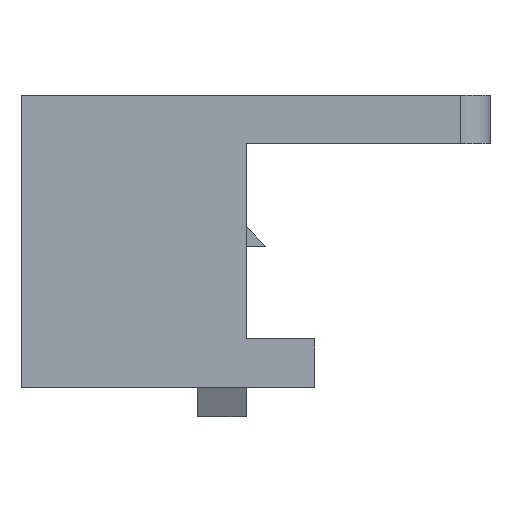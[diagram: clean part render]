
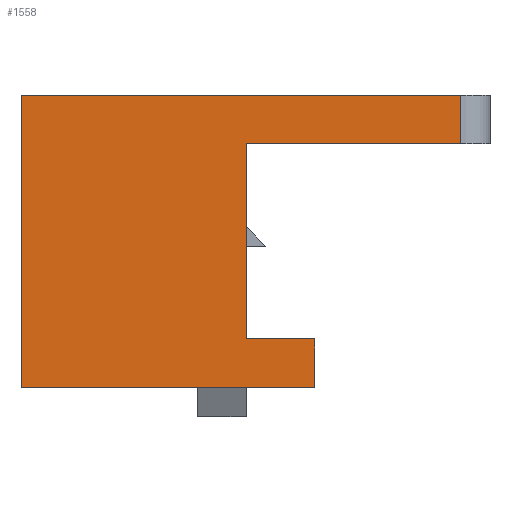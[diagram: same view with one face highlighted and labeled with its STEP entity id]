
A CAD part, left-side view. The second image highlights one B-rep face of the part: STEP entity #1558.
In plain terms, the highlighted planar face has unit normal (-1, 0, 0).
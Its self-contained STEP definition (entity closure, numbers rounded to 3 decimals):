
#373 = VERTEX_POINT('',#374);
#374 = CARTESIAN_POINT('',(-29.5,-7.,27.));
#380 = EDGE_CURVE('',#381,#373,#383,.T.);
#381 = VERTEX_POINT('',#382);
#382 = CARTESIAN_POINT('',(-29.5,23.,27.));
#383 = LINE('',#384,#385);
#384 = CARTESIAN_POINT('',(-29.5,0.,27.));
#385 = VECTOR('',#386,1.);
#386 = DIRECTION('',(0.,-1.,0.));
#479 = EDGE_CURVE('',#381,#480,#482,.T.);
#480 = VERTEX_POINT('',#481);
#481 = CARTESIAN_POINT('',(-29.5,23.,57.));
#482 = LINE('',#483,#484);
#483 = CARTESIAN_POINT('',(-29.5,23.,27.));
#484 = VECTOR('',#485,1.);
#485 = DIRECTION('',(0.,0.,1.));
#1280 = VERTEX_POINT('',#1281);
#1281 = CARTESIAN_POINT('',(-29.5,0.,52.));
#1287 = EDGE_CURVE('',#1288,#1280,#1290,.T.);
#1288 = VERTEX_POINT('',#1289);
#1289 = CARTESIAN_POINT('',(-29.5,0.,32.));
#1290 = LINE('',#1291,#1292);
#1291 = CARTESIAN_POINT('',(-29.5,0.,27.));
#1292 = VECTOR('',#1293,1.);
#1293 = DIRECTION('',(0.,0.,1.));
#1541 = VERTEX_POINT('',#1542);
#1542 = CARTESIAN_POINT('',(-29.5,-7.,32.));
#1548 = EDGE_CURVE('',#1541,#373,#1549,.T.);
#1549 = LINE('',#1550,#1551);
#1550 = CARTESIAN_POINT('',(-29.5,-7.,32.));
#1551 = VECTOR('',#1552,1.);
#1552 = DIRECTION('',(0.,0.,-1.));
#1558 = ADVANCED_FACE('',(#1559),#1593,.T.);
#1559 = FACE_BOUND('',#1560,.T.);
#1560 = EDGE_LOOP('',(#1561,#1562,#1563,#1569,#1570,#1578,#1586,#1592));
#1561 = ORIENTED_EDGE('',*,*,#380,.T.);
#1562 = ORIENTED_EDGE('',*,*,#1548,.F.);
#1563 = ORIENTED_EDGE('',*,*,#1564,.F.);
#1564 = EDGE_CURVE('',#1288,#1541,#1565,.T.);
#1565 = LINE('',#1566,#1567);
#1566 = CARTESIAN_POINT('',(-29.5,0.,32.));
#1567 = VECTOR('',#1568,1.);
#1568 = DIRECTION('',(0.,-1.,0.));
#1569 = ORIENTED_EDGE('',*,*,#1287,.T.);
#1570 = ORIENTED_EDGE('',*,*,#1571,.F.);
#1571 = EDGE_CURVE('',#1572,#1280,#1574,.T.);
#1572 = VERTEX_POINT('',#1573);
#1573 = CARTESIAN_POINT('',(-29.5,-22.,52.));
#1574 = LINE('',#1575,#1576);
#1575 = CARTESIAN_POINT('',(-29.5,-25.,52.));
#1576 = VECTOR('',#1577,1.);
#1577 = DIRECTION('',(0.,1.,0.));
#1578 = ORIENTED_EDGE('',*,*,#1579,.T.);
#1579 = EDGE_CURVE('',#1572,#1580,#1582,.T.);
#1580 = VERTEX_POINT('',#1581);
#1581 = CARTESIAN_POINT('',(-29.5,-22.,57.));
#1582 = LINE('',#1583,#1584);
#1583 = CARTESIAN_POINT('',(-29.5,-22.,52.));
#1584 = VECTOR('',#1585,1.);
#1585 = DIRECTION('',(0.,0.,1.));
#1586 = ORIENTED_EDGE('',*,*,#1587,.T.);
#1587 = EDGE_CURVE('',#1580,#480,#1588,.T.);
#1588 = LINE('',#1589,#1590);
#1589 = CARTESIAN_POINT('',(-29.5,-25.,57.));
#1590 = VECTOR('',#1591,1.);
#1591 = DIRECTION('',(0.,1.,0.));
#1592 = ORIENTED_EDGE('',*,*,#479,.F.);
#1593 = PLANE('',#1594);
#1594 = AXIS2_PLACEMENT_3D('',#1595,#1596,#1597);
#1595 = CARTESIAN_POINT('',(-29.5,3.299,44.287));
#1596 = DIRECTION('',(-1.,0.,0.));
#1597 = DIRECTION('',(0.,1.,0.));
